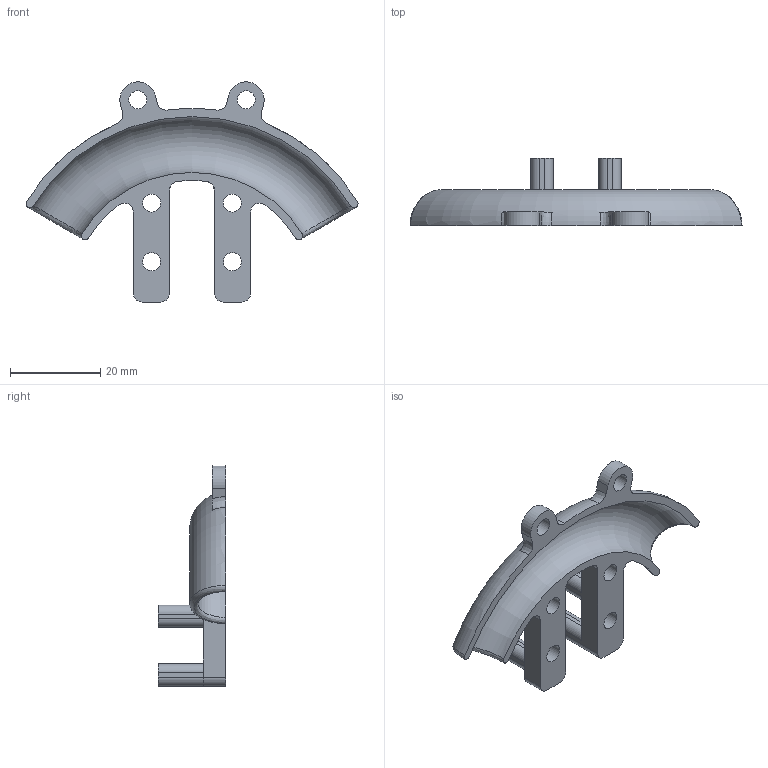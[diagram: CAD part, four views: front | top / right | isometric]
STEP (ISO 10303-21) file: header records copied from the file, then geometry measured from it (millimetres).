
FILE_DESCRIPTION(('STEP AP242'), '1');
FILE_NAME('itemSiphonClip', '', ('UNSPECIFIED'), ('UNSPECIFIED'), 'C3D Converter', 'C3D Toolkit', '');
FILE_SCHEMA(('AP242_MANAGED_MODEL_BASED_3D_ENGINEERING_MIM_LF { 1 0 10303 442 1 1 4 }'));
Length unit declared in the file: millimetre
Bounding box: 73.72 x 15 x 48.9 mm (x, y, z)
Volume: 5892.8 mm3; surface area: 6004.8 mm2
Topology: 1 solids, 1 shells, 70 faces, 204 edges, 136 vertices
Faces by surface type: plane 30, cylinder 26, bspline 12, torus 2
Full cylindrical faces by diameter (mm): 4 x6
Entity records: 4126 total; most frequent: CARTESIAN_POINT 2310, ORIENTED_EDGE 396, DIRECTION 334, EDGE_CURVE 198, VERTEX_POINT 136, AXIS2_PLACEMENT_3D 123, EDGE_LOOP 88, LINE 88
